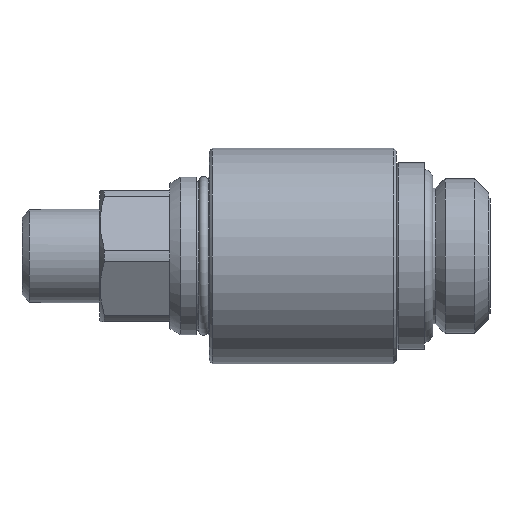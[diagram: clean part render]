
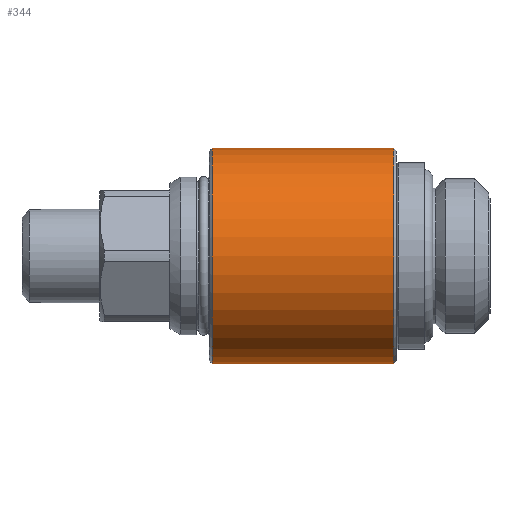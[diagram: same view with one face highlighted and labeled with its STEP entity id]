
A CAD part, left-side view. The second image highlights one B-rep face of the part: STEP entity #344.
In plain terms, the highlighted cylindrical face has radius 11.5 mm (diameter 23 mm), a full revolution.
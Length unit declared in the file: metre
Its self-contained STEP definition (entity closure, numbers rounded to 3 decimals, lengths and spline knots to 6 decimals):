
#344 = ADVANCED_FACE( 'NONE', ( #873, #874, #875 ), #876, .T. );
#873 = FACE_OUTER_BOUND( '', #1945, .T. );
#874 = FACE_OUTER_BOUND( '', #1946, .T. );
#875 = FACE_BOUND( '', #1947, .T. );
#876 = CYLINDRICAL_SURFACE( '', #1948, 0.0115 );
#1945 = EDGE_LOOP( '', ( #4908 ) );
#1946 = EDGE_LOOP( '', ( #4909 ) );
#1947 = EDGE_LOOP( '', ( #4910, #4911 ) );
#1948 = AXIS2_PLACEMENT_3D( '', #4912, #4913, #4914 );
#4908 = ORIENTED_EDGE( '', *, *, #6664, .T. );
#4909 = ORIENTED_EDGE( '', *, *, #6665, .F. );
#4910 = ORIENTED_EDGE( '', *, *, #6666, .T. );
#4911 = ORIENTED_EDGE( '', *, *, #6667, .T. );
#4912 = CARTESIAN_POINT( '', ( 0., 0.010419, 0. ) );
#4913 = DIRECTION( '', ( 0., -1., 0. ) );
#4914 = DIRECTION( '', ( 0., 0., -1. ) );
#6664 = EDGE_CURVE( 'NONE', #7507, #7507, #7508, .T. );
#6665 = EDGE_CURVE( 'NONE', #7509, #7509, #7510, .T. );
#6666 = EDGE_CURVE( 'NONE', #7511, #7512, #7513, .T. );
#6667 = EDGE_CURVE( 'NONE', #7512, #7511, #7514, .T. );
#7507 = VERTEX_POINT( '', #9061 );
#7508 = CIRCLE( '', #9062, 0.0115 );
#7509 = VERTEX_POINT( '', #9063 );
#7510 = CIRCLE( '', #9064, 0.0115 );
#7511 = VERTEX_POINT( 'NONE', #9065 );
#7512 = VERTEX_POINT( 'NONE', #9066 );
#7513 = B_SPLINE_CURVE_WITH_KNOTS( '', 3, ( #9067, #9068, #9069, #9070, #9071, #9072, #9073, #9074, #9075, #9076, #9077, #9078, #9079, #9080, #9081, #9082, #9083, #9084, #9085, #9086, #9087, #9088, #9089 ), .UNSPECIFIED., .F., .F., ( 4, 1, 1, 1, 1, 1, 1, 1, 1, 1, 1, 1, 1, 1, 1, 1, 1, 1, 1, 1, 4 ), ( 0., 0.01563, 0.03126, 0.062511, 0.124957, 0.18739, 0.249911, 0.312432, 0.374953, 0.437475, 0.499998, 0.56252, 0.625041, 0.687561, 0.750083, 0.812603, 0.875038, 0.937483, 0.968739, 0.984368, 1. ), .UNSPECIFIED. );
#7514 = B_SPLINE_CURVE_WITH_KNOTS( '', 3, ( #9090, #9091, #9092, #9093, #9094, #9095, #9096, #9097, #9098, #9099, #9100, #9101, #9102, #9103, #9104, #9105, #9106, #9107, #9108, #9109, #9110, #9111, #9112 ), .UNSPECIFIED., .F., .F., ( 4, 1, 1, 1, 1, 1, 1, 1, 1, 1, 1, 1, 1, 1, 1, 1, 1, 1, 1, 1, 4 ), ( 0., 0.01563, 0.03126, 0.062511, 0.124957, 0.18739, 0.24991, 0.312432, 0.374953, 0.437474, 0.499996, 0.562518, 0.625039, 0.68756, 0.750082, 0.812602, 0.875037, 0.937483, 0.968739, 0.984368, 1. ), .UNSPECIFIED. );
#9061 = CARTESIAN_POINT( '', ( 0., 0.03, -0.0115 ) );
#9062 = AXIS2_PLACEMENT_3D( '', #12364, #12365, #12366 );
#9063 = CARTESIAN_POINT( '', ( 0., 0.0106, -0.0115 ) );
#9064 = AXIS2_PLACEMENT_3D( '', #12367, #12368, #12369 );
#9065 = CARTESIAN_POINT( '', ( 0.010585, 0.016559, -0.004495 ) );
#9066 = CARTESIAN_POINT( '', ( 0.010581, 0.02403, 0.004504 ) );
#9067 = CARTESIAN_POINT( '', ( 0.010585, 0.016559, -0.004495 ) );
#9068 = CARTESIAN_POINT( '', ( 0.010609, 0.016484, -0.004437 ) );
#9069 = CARTESIAN_POINT( '', ( 0.010658, 0.016336, -0.00432 ) );
#9070 = CARTESIAN_POINT( '', ( 0.010757, 0.016054, -0.004069 ) );
#9071 = CARTESIAN_POINT( '', ( 0.01093, 0.015591, -0.003597 ) );
#9072 = CARTESIAN_POINT( '', ( 0.011163, 0.01503, -0.002826 ) );
#9073 = CARTESIAN_POINT( '', ( 0.011381, 0.01455, -0.001773 ) );
#9074 = CARTESIAN_POINT( '', ( 0.011503, 0.014294, -0.000626 ) );
#9075 = CARTESIAN_POINT( '', ( 0.011507, 0.014286, 0.000556 ) );
#9076 = CARTESIAN_POINT( '', ( 0.011391, 0.014528, 0.001706 ) );
#9077 = CARTESIAN_POINT( '', ( 0.011178, 0.014996, 0.002768 ) );
#9078 = CARTESIAN_POINT( '', ( 0.010901, 0.015659, 0.003701 ) );
#9079 = CARTESIAN_POINT( '', ( 0.010599, 0.016486, 0.004484 ) );
#9080 = CARTESIAN_POINT( '', ( 0.010313, 0.017448, 0.005099 ) );
#9081 = CARTESIAN_POINT( '', ( 0.010086, 0.018521, 0.005529 ) );
#9082 = CARTESIAN_POINT( '', ( 0.009956, 0.019672, 0.005755 ) );
#9083 = CARTESIAN_POINT( '', ( 0.009952, 0.020851, 0.005762 ) );
#9084 = CARTESIAN_POINT( '', ( 0.010074, 0.022004, 0.005551 ) );
#9085 = CARTESIAN_POINT( '', ( 0.010259, 0.022903, 0.005203 ) );
#9086 = CARTESIAN_POINT( '', ( 0.010414, 0.023485, 0.00488 ) );
#9087 = CARTESIAN_POINT( '', ( 0.010509, 0.023801, 0.004672 ) );
#9088 = CARTESIAN_POINT( '', ( 0.010557, 0.023954, 0.00456 ) );
#9089 = CARTESIAN_POINT( '', ( 0.010581, 0.02403, 0.004504 ) );
#9090 = CARTESIAN_POINT( '', ( 0.010581, 0.02403, 0.004504 ) );
#9091 = CARTESIAN_POINT( '', ( 0.010606, 0.024104, 0.004446 ) );
#9092 = CARTESIAN_POINT( '', ( 0.010655, 0.024254, 0.004329 ) );
#9093 = CARTESIAN_POINT( '', ( 0.010754, 0.024537, 0.004078 ) );
#9094 = CARTESIAN_POINT( '', ( 0.010927, 0.025001, 0.003607 ) );
#9095 = CARTESIAN_POINT( '', ( 0.011161, 0.025564, 0.002836 ) );
#9096 = CARTESIAN_POINT( '', ( 0.01138, 0.026048, 0.001781 ) );
#9097 = CARTESIAN_POINT( '', ( 0.011503, 0.026306, 0.000634 ) );
#9098 = CARTESIAN_POINT( '', ( 0.011507, 0.026315, -0.00055 ) );
#9099 = CARTESIAN_POINT( '', ( 0.011392, 0.026074, -0.001703 ) );
#9100 = CARTESIAN_POINT( '', ( 0.011178, 0.025605, -0.002766 ) );
#9101 = CARTESIAN_POINT( '', ( 0.010901, 0.024941, -0.003702 ) );
#9102 = CARTESIAN_POINT( '', ( 0.010598, 0.024113, -0.004485 ) );
#9103 = CARTESIAN_POINT( '', ( 0.010312, 0.023149, -0.005101 ) );
#9104 = CARTESIAN_POINT( '', ( 0.010085, 0.022073, -0.005531 ) );
#9105 = CARTESIAN_POINT( '', ( 0.009956, 0.020921, -0.005756 ) );
#9106 = CARTESIAN_POINT( '', ( 0.009953, 0.019739, -0.005762 ) );
#9107 = CARTESIAN_POINT( '', ( 0.010075, 0.018585, -0.005548 ) );
#9108 = CARTESIAN_POINT( '', ( 0.010262, 0.017686, -0.005198 ) );
#9109 = CARTESIAN_POINT( '', ( 0.010417, 0.017104, -0.004873 ) );
#9110 = CARTESIAN_POINT( '', ( 0.010512, 0.016787, -0.004664 ) );
#9111 = CARTESIAN_POINT( '', ( 0.010561, 0.016635, -0.004552 ) );
#9112 = CARTESIAN_POINT( '', ( 0.010585, 0.016559, -0.004495 ) );
#12364 = CARTESIAN_POINT( '', ( 0., 0.03, 0. ) );
#12365 = DIRECTION( '', ( 0., -1., 0. ) );
#12366 = DIRECTION( '', ( 0., 0., -1. ) );
#12367 = CARTESIAN_POINT( '', ( 0., 0.0106, 0. ) );
#12368 = DIRECTION( '', ( 0., -1., 0. ) );
#12369 = DIRECTION( '', ( 0., 0., -1. ) );
